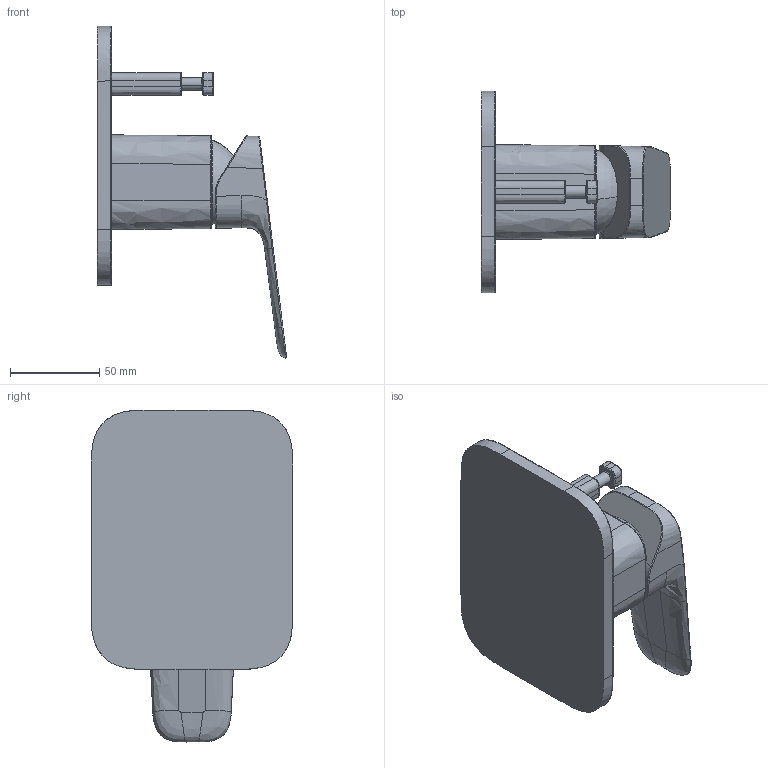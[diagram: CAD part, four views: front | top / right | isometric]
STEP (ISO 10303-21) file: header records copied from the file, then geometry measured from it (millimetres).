
FILE_DESCRIPTION(/* description */ ('AP214 STEP file'),/* implementation_level */ '2;1');
FILE_NAME(/* name */ '1018310000_out.stp',/* time_stamp */ '2025-02-14T13:13:24+01:00',/* author */ (''),/* organization */ (''),/* preprocessor_version */ 'ST-DEVELOPER v18.1',/* originating_system */ 'Elysium Co. Ltd. STEP Translator v8.3.0.0',/* authorisation */ '');
FILE_SCHEMA (('AUTOMOTIVE_DESIGN { 1 0 10303 214 3 1 1 }'));
Length unit declared in the file: millimetre
Products named in the file (1): 1018310000_extract
Bounding box: 105.87 x 112.98 x 185.84 mm (x, y, z)
Volume: 357585.3 mm3; surface area: 61658.3 mm2
Topology: 1 solids, 1 shells, 127 faces, 321 edges, 201 vertices
Faces by surface type: bspline 60, cylinder 23, extrusion 19, plane 19, torus 4, sphere 2
Entity records: 10341 total; most frequent: CARTESIAN_POINT 6886, ORIENTED_EDGE 642, EDGE_CURVE 321, B_SPLINE_CURVE_WITH_KNOTS 273, STYLED_ITEM 254, VERTEX_POINT 201, FILL_AREA_STYLE_COLOUR 133, FILL_AREA_STYLE 133
